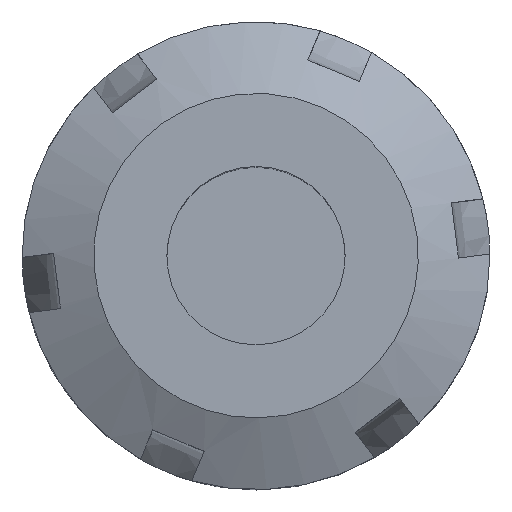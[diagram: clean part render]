
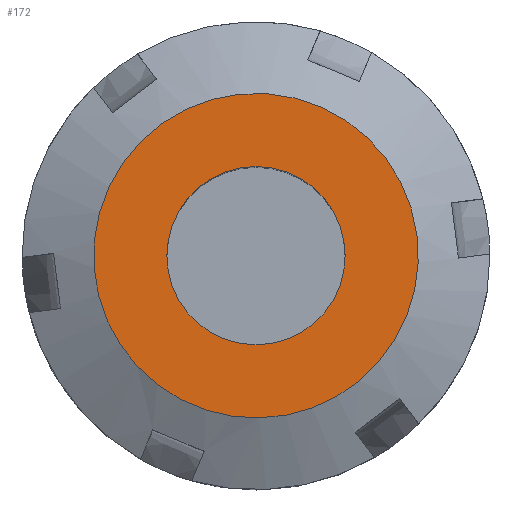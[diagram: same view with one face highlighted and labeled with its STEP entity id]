
A CAD part, top view. The second image highlights one B-rep face of the part: STEP entity #172.
In plain terms, the highlighted planar face has unit normal (0, 0, 1).
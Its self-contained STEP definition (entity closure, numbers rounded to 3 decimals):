
#155=FACE_BOUND('',#269,.T.);
#156=FACE_BOUND('',#270,.T.);
#172=ADVANCED_FACE('',(#155,#156),#206,.T.);
#206=PLANE('',#659);
#269=EDGE_LOOP('',(#319));
#270=EDGE_LOOP('',(#320));
#319=ORIENTED_EDGE('',*,*,#539,.T.);
#320=ORIENTED_EDGE('',*,*,#540,.T.);
#479=VERTEX_POINT('',#862);
#480=VERTEX_POINT('',#864);
#539=EDGE_CURVE('',#479,#479,#623,.T.);
#540=EDGE_CURVE('',#480,#480,#624,.T.);
#623=CIRCLE('',#657,8.);
#624=CIRCLE('',#658,14.566);
#657=AXIS2_PLACEMENT_3D('',#861,#733,#734);
#658=AXIS2_PLACEMENT_3D('',#863,#735,#736);
#659=AXIS2_PLACEMENT_3D('',#865,#737,#738);
#733=DIRECTION('',(0.,0.,-1.));
#734=DIRECTION('',(-1.,0.,0.));
#735=DIRECTION('',(0.,0.,1.));
#736=DIRECTION('',(0.992,0.126,0.));
#737=DIRECTION('',(0.,0.,1.));
#738=DIRECTION('',(0.992,0.126,0.));
#861=CARTESIAN_POINT('',(0.,0.,43.));
#862=CARTESIAN_POINT('',(-8.,0.,43.));
#863=CARTESIAN_POINT('',(0.,0.,43.));
#864=CARTESIAN_POINT('',(14.45,1.837,43.));
#865=CARTESIAN_POINT('',(0.,0.,43.));
